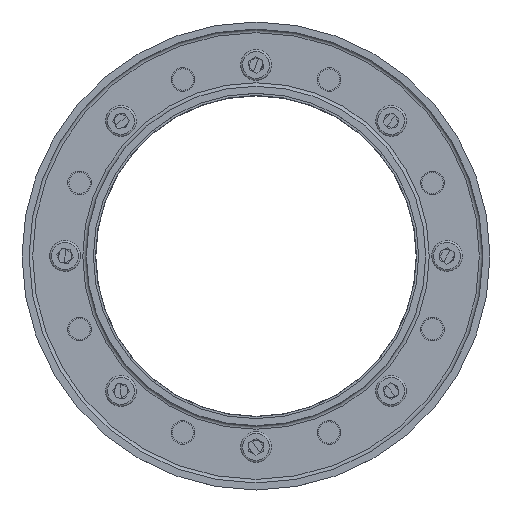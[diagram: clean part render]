
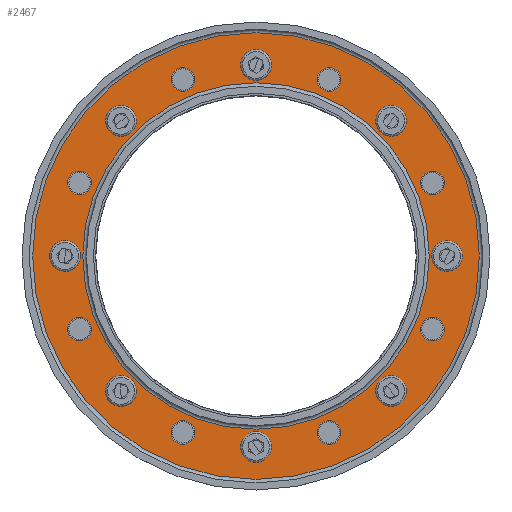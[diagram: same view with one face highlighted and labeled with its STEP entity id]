
A CAD part, top view. The second image highlights one B-rep face of the part: STEP entity #2467.
In plain terms, the highlighted face is planar.
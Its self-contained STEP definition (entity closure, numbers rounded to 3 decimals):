
#110=FACE_BOUND('',#505,.T.);
#111=FACE_BOUND('',#506,.T.);
#112=FACE_BOUND('',#507,.T.);
#113=FACE_BOUND('',#508,.T.);
#114=FACE_BOUND('',#509,.T.);
#115=FACE_BOUND('',#510,.T.);
#116=FACE_BOUND('',#511,.T.);
#117=FACE_BOUND('',#512,.T.);
#118=FACE_BOUND('',#513,.T.);
#119=FACE_BOUND('',#514,.T.);
#120=FACE_BOUND('',#515,.T.);
#121=FACE_BOUND('',#516,.T.);
#122=FACE_BOUND('',#517,.T.);
#123=FACE_BOUND('',#518,.T.);
#124=FACE_BOUND('',#519,.T.);
#125=FACE_BOUND('',#520,.T.);
#126=FACE_BOUND('',#521,.T.);
#179=PLANE('',#2854);
#347=FACE_OUTER_BOUND('',#504,.T.);
#504=EDGE_LOOP('',(#2052,#2053));
#505=EDGE_LOOP('',(#2054,#2055));
#506=EDGE_LOOP('',(#2056));
#507=EDGE_LOOP('',(#2057));
#508=EDGE_LOOP('',(#2058));
#509=EDGE_LOOP('',(#2059));
#510=EDGE_LOOP('',(#2060));
#511=EDGE_LOOP('',(#2061));
#512=EDGE_LOOP('',(#2062));
#513=EDGE_LOOP('',(#2063));
#514=EDGE_LOOP('',(#2064));
#515=EDGE_LOOP('',(#2065));
#516=EDGE_LOOP('',(#2066));
#517=EDGE_LOOP('',(#2067));
#518=EDGE_LOOP('',(#2068));
#519=EDGE_LOOP('',(#2069));
#520=EDGE_LOOP('',(#2070));
#521=EDGE_LOOP('',(#2071));
#953=CIRCLE('',#2848,94.5);
#954=CIRCLE('',#2849,94.5);
#958=CIRCLE('',#2855,73.3);
#959=CIRCLE('',#2856,73.3);
#960=CIRCLE('',#2857,5.);
#961=CIRCLE('',#2858,5.);
#962=CIRCLE('',#2859,5.);
#963=CIRCLE('',#2860,5.);
#964=CIRCLE('',#2861,5.);
#965=CIRCLE('',#2862,5.);
#966=CIRCLE('',#2863,5.);
#967=CIRCLE('',#2864,5.);
#968=CIRCLE('',#2865,4.15);
#969=CIRCLE('',#2866,4.15);
#970=CIRCLE('',#2867,4.15);
#971=CIRCLE('',#2868,4.15);
#972=CIRCLE('',#2869,4.15);
#973=CIRCLE('',#2870,4.15);
#974=CIRCLE('',#2871,4.15);
#975=CIRCLE('',#2872,4.15);
#1195=VERTEX_POINT('',#4314);
#1196=VERTEX_POINT('',#4316);
#1199=VERTEX_POINT('',#4327);
#1200=VERTEX_POINT('',#4328);
#1201=VERTEX_POINT('',#4331);
#1202=VERTEX_POINT('',#4333);
#1203=VERTEX_POINT('',#4335);
#1204=VERTEX_POINT('',#4337);
#1205=VERTEX_POINT('',#4339);
#1206=VERTEX_POINT('',#4341);
#1207=VERTEX_POINT('',#4343);
#1208=VERTEX_POINT('',#4345);
#1209=VERTEX_POINT('',#4347);
#1210=VERTEX_POINT('',#4349);
#1211=VERTEX_POINT('',#4351);
#1212=VERTEX_POINT('',#4353);
#1213=VERTEX_POINT('',#4355);
#1214=VERTEX_POINT('',#4357);
#1215=VERTEX_POINT('',#4359);
#1216=VERTEX_POINT('',#4361);
#1501=EDGE_CURVE('',#1195,#1196,#953,.T.);
#1502=EDGE_CURVE('',#1196,#1195,#954,.T.);
#1507=EDGE_CURVE('',#1199,#1200,#958,.T.);
#1508=EDGE_CURVE('',#1200,#1199,#959,.T.);
#1509=EDGE_CURVE('',#1201,#1201,#960,.T.);
#1510=EDGE_CURVE('',#1202,#1202,#961,.T.);
#1511=EDGE_CURVE('',#1203,#1203,#962,.T.);
#1512=EDGE_CURVE('',#1204,#1204,#963,.T.);
#1513=EDGE_CURVE('',#1205,#1205,#964,.T.);
#1514=EDGE_CURVE('',#1206,#1206,#965,.T.);
#1515=EDGE_CURVE('',#1207,#1207,#966,.T.);
#1516=EDGE_CURVE('',#1208,#1208,#967,.T.);
#1517=EDGE_CURVE('',#1209,#1209,#968,.T.);
#1518=EDGE_CURVE('',#1210,#1210,#969,.T.);
#1519=EDGE_CURVE('',#1211,#1211,#970,.T.);
#1520=EDGE_CURVE('',#1212,#1212,#971,.T.);
#1521=EDGE_CURVE('',#1213,#1213,#972,.T.);
#1522=EDGE_CURVE('',#1214,#1214,#973,.T.);
#1523=EDGE_CURVE('',#1215,#1215,#974,.T.);
#1524=EDGE_CURVE('',#1216,#1216,#975,.T.);
#2052=ORIENTED_EDGE('',*,*,#1502,.F.);
#2053=ORIENTED_EDGE('',*,*,#1501,.F.);
#2054=ORIENTED_EDGE('',*,*,#1507,.F.);
#2055=ORIENTED_EDGE('',*,*,#1508,.F.);
#2056=ORIENTED_EDGE('',*,*,#1509,.T.);
#2057=ORIENTED_EDGE('',*,*,#1510,.T.);
#2058=ORIENTED_EDGE('',*,*,#1511,.T.);
#2059=ORIENTED_EDGE('',*,*,#1512,.T.);
#2060=ORIENTED_EDGE('',*,*,#1513,.T.);
#2061=ORIENTED_EDGE('',*,*,#1514,.T.);
#2062=ORIENTED_EDGE('',*,*,#1515,.T.);
#2063=ORIENTED_EDGE('',*,*,#1516,.T.);
#2064=ORIENTED_EDGE('',*,*,#1517,.T.);
#2065=ORIENTED_EDGE('',*,*,#1518,.T.);
#2066=ORIENTED_EDGE('',*,*,#1519,.T.);
#2067=ORIENTED_EDGE('',*,*,#1520,.T.);
#2068=ORIENTED_EDGE('',*,*,#1521,.T.);
#2069=ORIENTED_EDGE('',*,*,#1522,.T.);
#2070=ORIENTED_EDGE('',*,*,#1523,.T.);
#2071=ORIENTED_EDGE('',*,*,#1524,.T.);
#2467=ADVANCED_FACE('',(#347,#110,#111,#112,#113,#114,#115,#116,#117,#118,
#119,#120,#121,#122,#123,#124,#125,#126),#179,.T.);
#2848=AXIS2_PLACEMENT_3D('',#4317,#3507,#3508);
#2849=AXIS2_PLACEMENT_3D('',#4318,#3509,#3510);
#2854=AXIS2_PLACEMENT_3D('',#4326,#3520,#3521);
#2855=AXIS2_PLACEMENT_3D('',#4329,#3522,#3523);
#2856=AXIS2_PLACEMENT_3D('',#4330,#3524,#3525);
#2857=AXIS2_PLACEMENT_3D('',#4332,#3526,#3527);
#2858=AXIS2_PLACEMENT_3D('',#4334,#3528,#3529);
#2859=AXIS2_PLACEMENT_3D('',#4336,#3530,#3531);
#2860=AXIS2_PLACEMENT_3D('',#4338,#3532,#3533);
#2861=AXIS2_PLACEMENT_3D('',#4340,#3534,#3535);
#2862=AXIS2_PLACEMENT_3D('',#4342,#3536,#3537);
#2863=AXIS2_PLACEMENT_3D('',#4344,#3538,#3539);
#2864=AXIS2_PLACEMENT_3D('',#4346,#3540,#3541);
#2865=AXIS2_PLACEMENT_3D('',#4348,#3542,#3543);
#2866=AXIS2_PLACEMENT_3D('',#4350,#3544,#3545);
#2867=AXIS2_PLACEMENT_3D('',#4352,#3546,#3547);
#2868=AXIS2_PLACEMENT_3D('',#4354,#3548,#3549);
#2869=AXIS2_PLACEMENT_3D('',#4356,#3550,#3551);
#2870=AXIS2_PLACEMENT_3D('',#4358,#3552,#3553);
#2871=AXIS2_PLACEMENT_3D('',#4360,#3554,#3555);
#2872=AXIS2_PLACEMENT_3D('',#4362,#3556,#3557);
#3507=DIRECTION('center_axis',(0.,-1.,0.));
#3508=DIRECTION('ref_axis',(0.,0.,-1.));
#3509=DIRECTION('center_axis',(0.,-1.,0.));
#3510=DIRECTION('ref_axis',(0.,0.,-1.));
#3520=DIRECTION('center_axis',(0.,1.,0.));
#3521=DIRECTION('ref_axis',(0.,0.,1.));
#3522=DIRECTION('center_axis',(0.,1.,0.));
#3523=DIRECTION('ref_axis',(1.,0.,0.));
#3524=DIRECTION('center_axis',(0.,1.,0.));
#3525=DIRECTION('ref_axis',(1.,0.,0.));
#3526=DIRECTION('center_axis',(0.,-1.,0.));
#3527=DIRECTION('ref_axis',(-0.707,0.,-0.707));
#3528=DIRECTION('center_axis',(0.,-1.,0.));
#3529=DIRECTION('ref_axis',(0.,0.,-1.));
#3530=DIRECTION('center_axis',(0.,-1.,0.));
#3531=DIRECTION('ref_axis',(0.707,0.,-0.707));
#3532=DIRECTION('center_axis',(0.,-1.,0.));
#3533=DIRECTION('ref_axis',(1.,0.,0.));
#3534=DIRECTION('center_axis',(0.,-1.,0.));
#3535=DIRECTION('ref_axis',(0.707,0.,0.707));
#3536=DIRECTION('center_axis',(0.,-1.,0.));
#3537=DIRECTION('ref_axis',(0.,0.,1.));
#3538=DIRECTION('center_axis',(0.,-1.,0.));
#3539=DIRECTION('ref_axis',(-0.707,0.,0.707));
#3540=DIRECTION('center_axis',(0.,-1.,0.));
#3541=DIRECTION('ref_axis',(-1.,0.,0.));
#3542=DIRECTION('center_axis',(0.,-1.,0.));
#3543=DIRECTION('ref_axis',(-0.707,0.,-0.707));
#3544=DIRECTION('center_axis',(0.,-1.,0.));
#3545=DIRECTION('ref_axis',(0.,0.,-1.));
#3546=DIRECTION('center_axis',(0.,-1.,0.));
#3547=DIRECTION('ref_axis',(0.707,0.,-0.707));
#3548=DIRECTION('center_axis',(0.,-1.,0.));
#3549=DIRECTION('ref_axis',(1.,0.,0.));
#3550=DIRECTION('center_axis',(0.,-1.,0.));
#3551=DIRECTION('ref_axis',(0.707,0.,0.707));
#3552=DIRECTION('center_axis',(0.,-1.,0.));
#3553=DIRECTION('ref_axis',(0.,0.,1.));
#3554=DIRECTION('center_axis',(0.,-1.,0.));
#3555=DIRECTION('ref_axis',(-0.707,0.,0.707));
#3556=DIRECTION('center_axis',(0.,-1.,0.));
#3557=DIRECTION('ref_axis',(-1.,0.,0.));
#4314=CARTESIAN_POINT('',(0.,-2.5,-94.5));
#4316=CARTESIAN_POINT('',(0.,-2.5,94.5));
#4317=CARTESIAN_POINT('Origin',(0.,-2.5,0.));
#4318=CARTESIAN_POINT('Origin',(0.,-2.5,0.));
#4326=CARTESIAN_POINT('Origin',(-83.3,-2.5,0.));
#4327=CARTESIAN_POINT('',(-73.3,-2.5,0.));
#4328=CARTESIAN_POINT('',(0.,-2.5,73.3));
#4329=CARTESIAN_POINT('Origin',(0.,-2.5,0.));
#4330=CARTESIAN_POINT('Origin',(0.,-2.5,0.));
#4331=CARTESIAN_POINT('',(78.185,-2.5,-27.385));
#4332=CARTESIAN_POINT('Origin',(74.649,-2.5,-30.921));
#4333=CARTESIAN_POINT('',(74.649,-2.5,35.921));
#4334=CARTESIAN_POINT('Origin',(74.649,-2.5,30.921));
#4335=CARTESIAN_POINT('',(27.385,-2.5,78.185));
#4336=CARTESIAN_POINT('Origin',(30.921,-2.5,74.649));
#4337=CARTESIAN_POINT('',(-35.921,-2.5,74.649));
#4338=CARTESIAN_POINT('Origin',(-30.921,-2.5,74.649));
#4339=CARTESIAN_POINT('',(-78.185,-2.5,27.385));
#4340=CARTESIAN_POINT('Origin',(-74.649,-2.5,30.921));
#4341=CARTESIAN_POINT('',(-74.649,-2.5,-35.921));
#4342=CARTESIAN_POINT('Origin',(-74.649,-2.5,-30.921));
#4343=CARTESIAN_POINT('',(-27.385,-2.5,-78.185));
#4344=CARTESIAN_POINT('Origin',(-30.921,-2.5,-74.649));
#4345=CARTESIAN_POINT('',(35.921,-2.5,-74.649));
#4346=CARTESIAN_POINT('Origin',(30.921,-2.5,-74.649));
#4347=CARTESIAN_POINT('',(2.934,-2.5,-77.866));
#4348=CARTESIAN_POINT('Origin',(0.,-2.5,-80.8));
#4349=CARTESIAN_POINT('',(57.134,-2.5,-52.984));
#4350=CARTESIAN_POINT('Origin',(57.134,-2.5,-57.134));
#4351=CARTESIAN_POINT('',(77.866,-2.5,2.934));
#4352=CARTESIAN_POINT('Origin',(80.8,-2.5,0.));
#4353=CARTESIAN_POINT('',(52.984,-2.5,57.134));
#4354=CARTESIAN_POINT('Origin',(57.134,-2.5,57.134));
#4355=CARTESIAN_POINT('',(-2.934,-2.5,77.866));
#4356=CARTESIAN_POINT('Origin',(0.,-2.5,80.8));
#4357=CARTESIAN_POINT('',(-57.134,-2.5,52.984));
#4358=CARTESIAN_POINT('Origin',(-57.134,-2.5,57.134));
#4359=CARTESIAN_POINT('',(-77.866,-2.5,-2.934));
#4360=CARTESIAN_POINT('Origin',(-80.8,-2.5,0.));
#4361=CARTESIAN_POINT('',(-52.984,-2.5,-57.134));
#4362=CARTESIAN_POINT('Origin',(-57.134,-2.5,-57.134));
